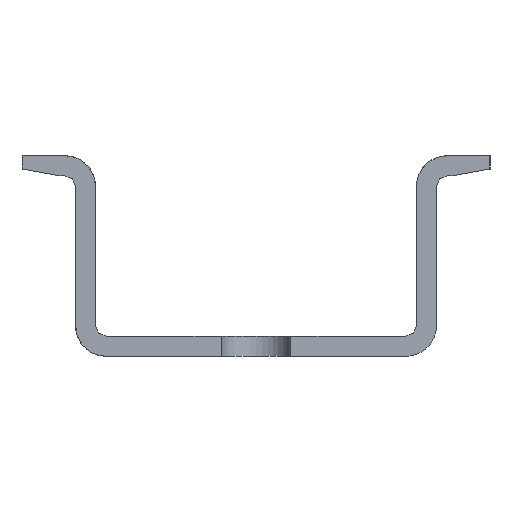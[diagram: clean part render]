
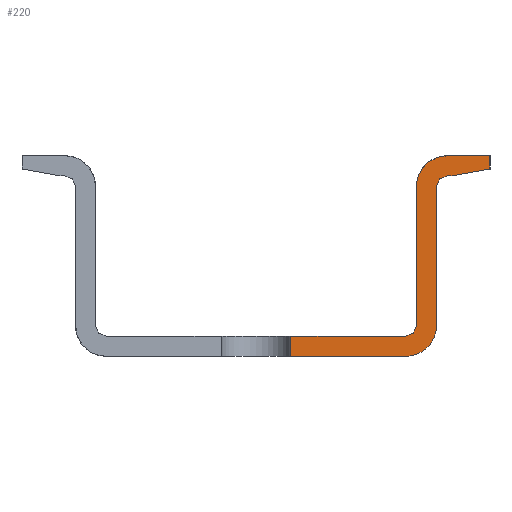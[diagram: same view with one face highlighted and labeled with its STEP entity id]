
A CAD part, left-side view. The second image highlights one B-rep face of the part: STEP entity #220.
In plain terms, the highlighted planar face has unit normal (-1, 0, 0).
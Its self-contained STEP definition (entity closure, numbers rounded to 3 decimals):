
#88=AXIS2_PLACEMENT_3D('Circle Axis2P3D',#86,#87,$) ;
#115=AXIS2_PLACEMENT_3D('Plane Axis2P3D',#112,#113,#114) ;
#81=CARTESIAN_POINT('Vertex',(0.,4.,2.3)) ;
#86=CARTESIAN_POINT('Axis2P3D Location',(0.,6.3,2.3)) ;
#90=CARTESIAN_POINT('Vertex',(0.,6.3,0.)) ;
#112=CARTESIAN_POINT('Axis2P3D Location',(0.,4.,0.)) ;
#117=CARTESIAN_POINT('Line Origine',(0.,17.5,0.)) ;
#121=CARTESIAN_POINT('Vertex',(0.,14.9,0.)) ;
#124=CARTESIAN_POINT('Line Origine',(0.,4.,7.5)) ;
#128=CARTESIAN_POINT('Vertex',(0.,4.,12.7)) ;
#132=CARTESIAN_POINT('Control Point',(0.,4.,12.7)) ;
#133=CARTESIAN_POINT('Control Point',(0.,4.,13.014)) ;
#134=CARTESIAN_POINT('Control Point',(0.,3.832,13.332)) ;
#135=CARTESIAN_POINT('Control Point',(0.,3.514,13.5)) ;
#136=CARTESIAN_POINT('Control Point',(0.,3.2,13.5)) ;
#137=CARTESIAN_POINT('Vertex',(0.,3.2,13.5)) ;
#140=CARTESIAN_POINT('Line Origine',(0.,17.5,13.5)) ;
#144=CARTESIAN_POINT('Vertex',(0.,2.836,13.5)) ;
#148=CARTESIAN_POINT('Control Point',(0.,0.,14.)) ;
#149=CARTESIAN_POINT('Control Point',(0.,2.836,13.5)) ;
#150=CARTESIAN_POINT('Vertex',(0.,0.,14.)) ;
#153=CARTESIAN_POINT('Line Origine',(0.,0.,7.5)) ;
#157=CARTESIAN_POINT('Vertex',(0.,0.,15.)) ;
#160=CARTESIAN_POINT('Line Origine',(0.,17.5,15.)) ;
#164=CARTESIAN_POINT('Vertex',(0.,3.2,15.)) ;
#168=CARTESIAN_POINT('Control Point',(0.,5.5,12.7)) ;
#169=CARTESIAN_POINT('Control Point',(0.,5.5,13.423)) ;
#170=CARTESIAN_POINT('Control Point',(0.,5.217,14.146)) ;
#171=CARTESIAN_POINT('Control Point',(0.,4.646,14.717)) ;
#172=CARTESIAN_POINT('Control Point',(0.,3.923,15.)) ;
#173=CARTESIAN_POINT('Control Point',(0.,3.2,15.)) ;
#174=CARTESIAN_POINT('Vertex',(0.,5.5,12.7)) ;
#177=CARTESIAN_POINT('Line Origine',(0.,5.5,7.5)) ;
#181=CARTESIAN_POINT('Vertex',(0.,5.5,2.3)) ;
#185=CARTESIAN_POINT('Control Point',(0.,5.5,2.3)) ;
#186=CARTESIAN_POINT('Control Point',(0.,5.5,1.986)) ;
#187=CARTESIAN_POINT('Control Point',(0.,5.668,1.668)) ;
#188=CARTESIAN_POINT('Control Point',(0.,5.986,1.5)) ;
#189=CARTESIAN_POINT('Control Point',(0.,6.3,1.5)) ;
#190=CARTESIAN_POINT('Vertex',(0.,6.3,1.5)) ;
#193=CARTESIAN_POINT('Line Origine',(0.,17.5,1.5)) ;
#197=CARTESIAN_POINT('Vertex',(0.,14.9,1.5)) ;
#200=CARTESIAN_POINT('Line Origine',(0.,14.9,7.5)) ;
#87=DIRECTION('Axis2P3D Direction',(1.,0.,0.)) ;
#113=DIRECTION('Axis2P3D Direction',(1.,0.,0.)) ;
#114=DIRECTION('Axis2P3D XDirection',(0.,1.,0.)) ;
#118=DIRECTION('Vector Direction',(0.,1.,0.)) ;
#125=DIRECTION('Vector Direction',(0.,0.,1.)) ;
#141=DIRECTION('Vector Direction',(0.,1.,0.)) ;
#154=DIRECTION('Vector Direction',(0.,0.,1.)) ;
#161=DIRECTION('Vector Direction',(0.,1.,0.)) ;
#178=DIRECTION('Vector Direction',(0.,0.,1.)) ;
#194=DIRECTION('Vector Direction',(0.,1.,0.)) ;
#201=DIRECTION('Vector Direction',(0.,0.,1.)) ;
#119=VECTOR('Line Direction',#118,1.) ;
#126=VECTOR('Line Direction',#125,1.) ;
#142=VECTOR('Line Direction',#141,1.) ;
#155=VECTOR('Line Direction',#154,1.) ;
#162=VECTOR('Line Direction',#161,1.) ;
#179=VECTOR('Line Direction',#178,1.) ;
#195=VECTOR('Line Direction',#194,1.) ;
#202=VECTOR('Line Direction',#201,1.) ;
#206=ORIENTED_EDGE('',*,*,#123,.F.) ;
#207=ORIENTED_EDGE('',*,*,#92,.F.) ;
#208=ORIENTED_EDGE('',*,*,#130,.F.) ;
#209=ORIENTED_EDGE('',*,*,#139,.T.) ;
#210=ORIENTED_EDGE('',*,*,#146,.T.) ;
#211=ORIENTED_EDGE('',*,*,#152,.F.) ;
#212=ORIENTED_EDGE('',*,*,#159,.F.) ;
#213=ORIENTED_EDGE('',*,*,#166,.T.) ;
#214=ORIENTED_EDGE('',*,*,#176,.F.) ;
#215=ORIENTED_EDGE('',*,*,#183,.F.) ;
#216=ORIENTED_EDGE('',*,*,#192,.T.) ;
#217=ORIENTED_EDGE('',*,*,#199,.T.) ;
#218=ORIENTED_EDGE('',*,*,#204,.T.) ;
#220=ADVANCED_FACE('K\X2\00F6\X0\rper.3',(#219),#116,.F.) ;
#131=B_SPLINE_CURVE_WITH_KNOTS('',4,(#132,#133,#134,#135,#136),.UNSPECIFIED.,.F.,.U.,(5,5),(0.,1.257),.UNSPECIFIED.) ;
#147=B_SPLINE_CURVE_WITH_KNOTS('',1,(#148,#149),.UNSPECIFIED.,.F.,.U.,(2,2),(-1.44,1.44),.UNSPECIFIED.) ;
#167=B_SPLINE_CURVE_WITH_KNOTS('',5,(#168,#169,#170,#171,#172,#173),.UNSPECIFIED.,.F.,.U.,(6,6),(0.,3.613),.UNSPECIFIED.) ;
#184=B_SPLINE_CURVE_WITH_KNOTS('',4,(#185,#186,#187,#188,#189),.UNSPECIFIED.,.F.,.U.,(5,5),(2.513,3.77),.UNSPECIFIED.) ;
#89=CIRCLE('generated circle',#88,2.3) ;
#92=EDGE_CURVE('',#82,#91,#89,.T.) ;
#123=EDGE_CURVE('',#91,#122,#120,.T.) ;
#130=EDGE_CURVE('',#129,#82,#127,.F.) ;
#139=EDGE_CURVE('',#129,#138,#131,.T.) ;
#146=EDGE_CURVE('',#138,#145,#143,.F.) ;
#152=EDGE_CURVE('',#151,#145,#147,.T.) ;
#159=EDGE_CURVE('',#158,#151,#156,.F.) ;
#166=EDGE_CURVE('',#158,#165,#163,.T.) ;
#176=EDGE_CURVE('',#175,#165,#167,.T.) ;
#183=EDGE_CURVE('',#182,#175,#180,.T.) ;
#192=EDGE_CURVE('',#182,#191,#184,.T.) ;
#199=EDGE_CURVE('',#191,#198,#196,.T.) ;
#204=EDGE_CURVE('',#198,#122,#203,.F.) ;
#205=EDGE_LOOP('',(#206,#207,#208,#209,#210,#211,#212,#213,#214,#215,#216,#217,#218)) ;
#219=FACE_OUTER_BOUND('',#205,.T.) ;
#120=LINE('Line',#117,#119) ;
#127=LINE('Line',#124,#126) ;
#143=LINE('Line',#140,#142) ;
#156=LINE('Line',#153,#155) ;
#163=LINE('Line',#160,#162) ;
#180=LINE('Line',#177,#179) ;
#196=LINE('Line',#193,#195) ;
#203=LINE('Line',#200,#202) ;
#116=PLANE('',#115) ;
#82=VERTEX_POINT('',#81) ;
#91=VERTEX_POINT('',#90) ;
#122=VERTEX_POINT('',#121) ;
#129=VERTEX_POINT('',#128) ;
#138=VERTEX_POINT('',#137) ;
#145=VERTEX_POINT('',#144) ;
#151=VERTEX_POINT('',#150) ;
#158=VERTEX_POINT('',#157) ;
#165=VERTEX_POINT('',#164) ;
#175=VERTEX_POINT('',#174) ;
#182=VERTEX_POINT('',#181) ;
#191=VERTEX_POINT('',#190) ;
#198=VERTEX_POINT('',#197) ;
